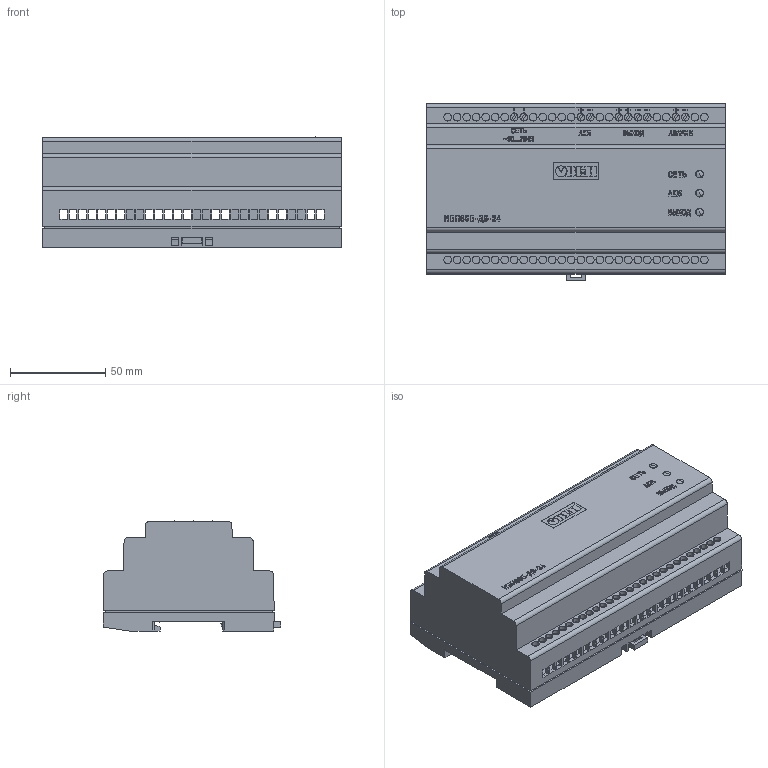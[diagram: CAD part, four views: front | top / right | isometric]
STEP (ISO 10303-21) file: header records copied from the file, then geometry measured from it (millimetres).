
FILE_DESCRIPTION (( 'STEP AP214' ), '1' );
FILE_NAME ('ﾈﾁﾏ60ﾁ-ﾄ9-24.STEP', '2017-06-03T13:13:56', ( '' ), ( '' ), 'SwSTEP 2.0', 'SolidWorks 2013', '' );
FILE_SCHEMA (( 'AUTOMOTIVE_DESIGN' ));
Length unit declared in the file: millimetre
Products named in the file (7): Êëåììà íèçêàÿ_11õ8õ5ìì; 扻豵鵨 DIN9U; Èíäèêàòîð ñåð; 椯鴀殣罻; Çàùåëêà(Ä); Ïàíåëü çàäíÿÿ DIN9U; ﾈﾁﾏ60ﾁ-ﾄ9-24
Assembly tree (17 placements, depth 2):
  ﾈﾁﾏ60ﾁ-ﾄ9-24
    Ïàíåëü çàäíÿÿ DIN9U
    Çàùåëêà(Ä)
    椯鴀殣罻
    Èíäèêàòîð ñåð  x3
    扻豵鵨 DIN9U
    Êëåììà íèçêàÿ_11õ8õ5ìì  x10
Bounding box: 157 x 93.56 x 57.9 mm (x, y, z)
Volume: 225289 mm3; surface area: 113144.5 mm2
Topology: 17 solids, 17 shells, 1781 faces, 4725 edges, 3135 vertices
Faces by surface type: plane 1308, cylinder 263, bspline 204, sphere 6
Entity records: 55585 total; most frequent: CARTESIAN_POINT 10895, ORIENTED_EDGE 7546, DIRECTION 6165, EDGE_CURVE 3773, LINE 2983, VECTOR 2983, VERTEX_POINT 2513, EDGE_LOOP 1746
